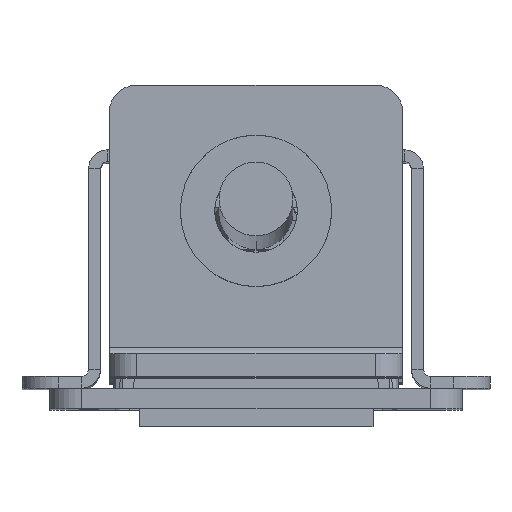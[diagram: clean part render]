
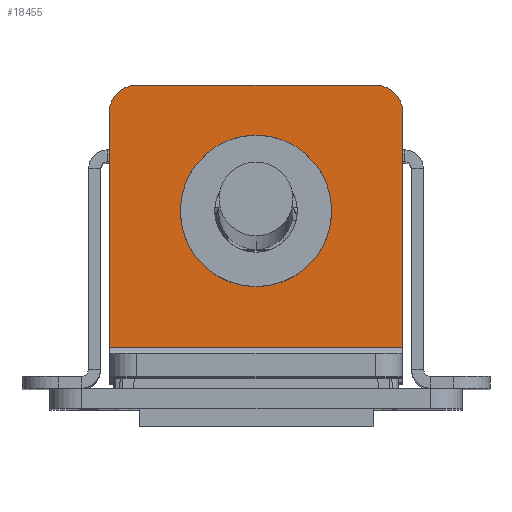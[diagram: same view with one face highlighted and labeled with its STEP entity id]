
A CAD part, top view. The second image highlights one B-rep face of the part: STEP entity #18455.
In plain terms, the highlighted face is planar.
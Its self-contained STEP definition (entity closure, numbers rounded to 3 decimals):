
#129 = CIRCLE ( 'NONE', #11694, 3. ) ;
#175 = CIRCLE ( 'NONE', #6711, 3. ) ;
#213 = CARTESIAN_POINT ( 'NONE',  ( -16., 0., 3. ) ) ;
#726 = VERTEX_POINT ( 'NONE', #23087 ) ;
#753 = VERTEX_POINT ( 'NONE', #213 ) ;
#865 = EDGE_CURVE ( 'NONE', #726, #17892, #20914, .T. ) ;
#2262 = DIRECTION ( 'NONE',  ( 0., 1., 0. ) ) ;
#3019 = AXIS2_PLACEMENT_3D ( 'NONE', #14198, #2262, #17726 ) ;
#3523 = DIRECTION ( 'NONE',  ( 0., 0., 1. ) ) ;
#3665 = ORIENTED_EDGE ( 'NONE', *, *, #14574, .F. ) ;
#3805 = EDGE_CURVE ( 'NONE', #8250, #17892, #175, .T. ) ;
#4251 = ORIENTED_EDGE ( 'NONE', *, *, #25238, .F. ) ;
#4973 = VECTOR ( 'NONE', #23484, 1000. ) ;
#5579 = CARTESIAN_POINT ( 'NONE',  ( 13., 0., 3. ) ) ;
#5775 = DIRECTION ( 'NONE',  ( 0., -1., 0. ) ) ;
#6711 = AXIS2_PLACEMENT_3D ( 'NONE', #5579, #19684, #23609 ) ;
#6729 = CARTESIAN_POINT ( 'NONE',  ( 16., 0., 28.573 ) ) ;
#6876 = DIRECTION ( 'NONE',  ( 0., 1., 0. ) ) ;
#6944 = CARTESIAN_POINT ( 'NONE',  ( -16., 0., 31.85 ) ) ;
#7739 = DIRECTION ( 'NONE',  ( 0., 0., 1. ) ) ;
#8145 = CIRCLE ( 'NONE', #11990, 8.25 ) ;
#8250 = VERTEX_POINT ( 'NONE', #20256 ) ;
#9210 = ORIENTED_EDGE ( 'NONE', *, *, #3805, .T. ) ;
#9239 = FACE_BOUND ( 'NONE', #20678, .T. ) ;
#9488 = CARTESIAN_POINT ( 'NONE',  ( 13., 0., 0. ) ) ;
#10050 = ORIENTED_EDGE ( 'NONE', *, *, #865, .F. ) ;
#10207 = CARTESIAN_POINT ( 'NONE',  ( 16., 0., 31.85 ) ) ;
#10888 = AXIS2_PLACEMENT_3D ( 'NONE', #13544, #5775, #3523 ) ;
#10927 = LINE ( 'NONE', #6944, #4973 ) ;
#10983 = CARTESIAN_POINT ( 'NONE',  ( -13., 0., 3. ) ) ;
#11315 = CARTESIAN_POINT ( 'NONE',  ( -16., 0., 0. ) ) ;
#11362 = EDGE_CURVE ( 'NONE', #14712, #21245, #21587, .T. ) ;
#11694 = AXIS2_PLACEMENT_3D ( 'NONE', #10983, #6876, #13082 ) ;
#11990 = AXIS2_PLACEMENT_3D ( 'NONE', #15915, #21827, #7739 ) ;
#12940 = EDGE_LOOP ( 'NONE', ( #10050, #17620, #4251, #3665, #15093, #9210 ) ) ;
#13082 = DIRECTION ( 'NONE',  ( 0., 0., 1. ) ) ;
#13395 = CARTESIAN_POINT ( 'NONE',  ( 16., 0., 28.573 ) ) ;
#13544 = CARTESIAN_POINT ( 'NONE',  ( 0., 0., 13.7 ) ) ;
#14198 = CARTESIAN_POINT ( 'NONE',  ( -16., 0., 31.85 ) ) ;
#14574 = EDGE_CURVE ( 'NONE', #19878, #24699, #24598, .T. ) ;
#14661 = CARTESIAN_POINT ( 'NONE',  ( -16., 0., 28.573 ) ) ;
#14712 = VERTEX_POINT ( 'NONE', #19987 ) ;
#15093 = ORIENTED_EDGE ( 'NONE', *, *, #21123, .T. ) ;
#15623 = ORIENTED_EDGE ( 'NONE', *, *, #17990, .T. ) ;
#15915 = CARTESIAN_POINT ( 'NONE',  ( 0., 0., 13.7 ) ) ;
#17038 = FACE_OUTER_BOUND ( 'NONE', #12940, .T. ) ;
#17620 = ORIENTED_EDGE ( 'NONE', *, *, #21191, .T. ) ;
#17726 = DIRECTION ( 'NONE',  ( 0., 0., 1. ) ) ;
#17861 = VECTOR ( 'NONE', #24137, 1000. ) ;
#17892 = VERTEX_POINT ( 'NONE', #9488 ) ;
#17990 = EDGE_CURVE ( 'NONE', #21245, #14712, #8145, .T. ) ;
#18455 = ADVANCED_FACE ( 'NONE', ( #17038, #9239 ), #21926, .T. ) ;
#19684 = DIRECTION ( 'NONE',  ( 0., 1., 0. ) ) ;
#19878 = VERTEX_POINT ( 'NONE', #6729 ) ;
#19987 = CARTESIAN_POINT ( 'NONE',  ( 0., 0., 21.95 ) ) ;
#20256 = CARTESIAN_POINT ( 'NONE',  ( 16., 0., 3. ) ) ;
#20678 = EDGE_LOOP ( 'NONE', ( #25141, #15623 ) ) ;
#20850 = VECTOR ( 'NONE', #25572, 1000. ) ;
#20914 = LINE ( 'NONE', #11315, #22786 ) ;
#21123 = EDGE_CURVE ( 'NONE', #19878, #8250, #23176, .T. ) ;
#21161 = CARTESIAN_POINT ( 'NONE',  ( 0., 0., 5.45 ) ) ;
#21191 = EDGE_CURVE ( 'NONE', #726, #753, #129, .T. ) ;
#21245 = VERTEX_POINT ( 'NONE', #21161 ) ;
#21587 = CIRCLE ( 'NONE', #10888, 8.25 ) ;
#21827 = DIRECTION ( 'NONE',  ( 0., -1., 0. ) ) ;
#21926 = PLANE ( 'NONE',  #3019 ) ;
#22786 = VECTOR ( 'NONE', #25245, 1000. ) ;
#23087 = CARTESIAN_POINT ( 'NONE',  ( -13., 0., 0. ) ) ;
#23176 = LINE ( 'NONE', #10207, #17861 ) ;
#23484 = DIRECTION ( 'NONE',  ( 0., 0., -1. ) ) ;
#23609 = DIRECTION ( 'NONE',  ( 0., 0., 1. ) ) ;
#24137 = DIRECTION ( 'NONE',  ( 0., 0., -1. ) ) ;
#24598 = LINE ( 'NONE', #13395, #20850 ) ;
#24699 = VERTEX_POINT ( 'NONE', #14661 ) ;
#25141 = ORIENTED_EDGE ( 'NONE', *, *, #11362, .T. ) ;
#25238 = EDGE_CURVE ( 'NONE', #24699, #753, #10927, .T. ) ;
#25245 = DIRECTION ( 'NONE',  ( 1., 0., 0. ) ) ;
#25572 = DIRECTION ( 'NONE',  ( -1., 0., 0. ) ) ;
